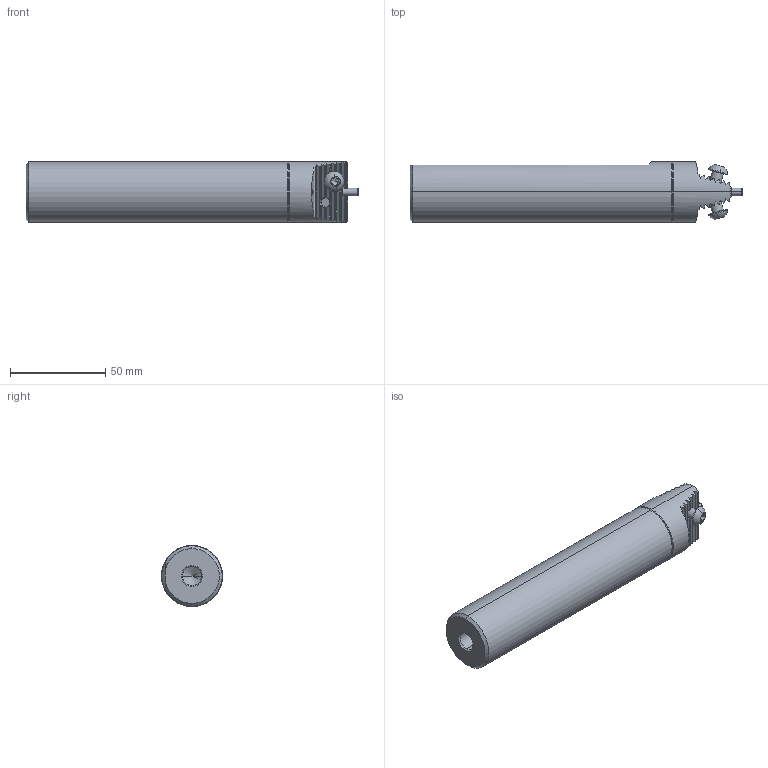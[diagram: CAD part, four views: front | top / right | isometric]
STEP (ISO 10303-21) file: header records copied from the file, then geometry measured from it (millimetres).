
FILE_DESCRIPTION (( 'STEP AP203' ), '1' );
FILE_NAME ('W31.Z32.040.190.STEP', '2024-08-15T14:53:04', ( '' ), ( '' ), 'SwSTEP 2.0', 'SolidWorks 2022', '' );
FILE_SCHEMA (( 'CONFIG_CONTROL_DESIGN' ));
Length unit declared in the file: millimetre
Products named in the file (5): W31.Z32.040.190; Z32-ER1.001.016; W31-Z32.K23.190_B; Z32-ER1.002.016_A; Z20-ER2.001.013_A
Assembly tree (5 placements, depth 3):
  W31.Z32.040.190
    W31-Z32.K23.190_B
    Z32-ER1.001.016  x2
      Z32-ER1.002.016_A
    Z20-ER2.001.013_A
Bounding box: 174.3 x 32 x 32 mm (x, y, z)
Volume: 113312 mm3; surface area: 24846.9 mm2
Topology: 4 solids, 4 shells, 276 faces, 726 edges, 450 vertices
Faces by surface type: plane 142, cylinder 75, cone 43, torus 12, sphere 4
Entity records: 8467 total; most frequent: CARTESIAN_POINT 2334, ORIENTED_EDGE 1312, DIRECTION 1061, EDGE_CURVE 656, VERTEX_POINT 415, AXIS2_PLACEMENT_3D 402, EDGE_LOOP 259, VECTOR 257
